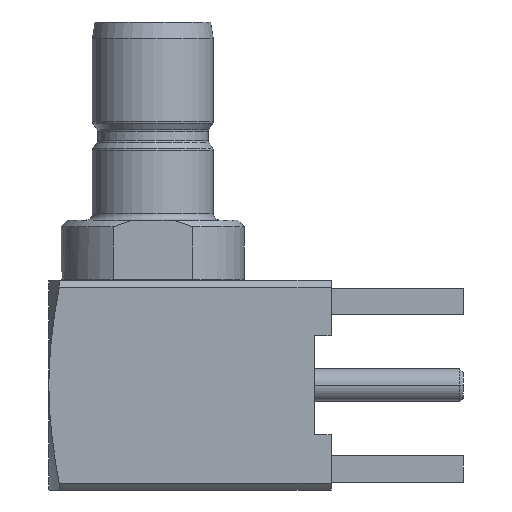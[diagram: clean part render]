
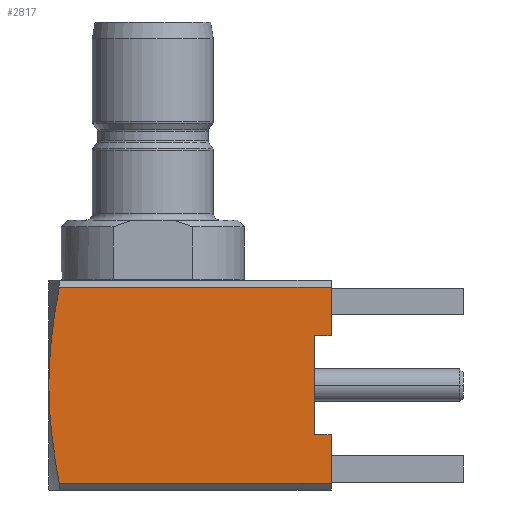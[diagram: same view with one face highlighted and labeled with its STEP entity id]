
A CAD part, left-side view. The second image highlights one B-rep face of the part: STEP entity #2817.
In plain terms, the highlighted planar face has unit normal (-1, 0, 0).
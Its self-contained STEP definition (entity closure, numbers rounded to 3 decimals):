
#12 = CARTESIAN_POINT ( 'NONE',  ( -3.175, 12.55, 0. ) ) ;
#95 = LINE ( 'NONE', #1507, #947 ) ;
#237 = DIRECTION ( 'NONE',  ( 0., -1., 0. ) ) ;
#291 = CARTESIAN_POINT ( 'NONE',  ( -3.175, 4., 1.5 ) ) ;
#403 = EDGE_CURVE ( 'NONE', #1030, #2797, #95, .T. ) ;
#410 = ORIENTED_EDGE ( 'NONE', *, *, #2646, .T. ) ;
#424 = CARTESIAN_POINT ( 'NONE',  ( -3.175, 12.235, 2.974 ) ) ;
#433 = LINE ( 'NONE', #2456, #844 ) ;
#490 = CARTESIAN_POINT ( 'NONE',  ( -3.175, 12.403, -1.994 ) ) ;
#491 = DIRECTION ( 'NONE',  ( 0., 1., 0. ) ) ;
#498 = CARTESIAN_POINT ( 'NONE',  ( -3.175, 4.5, 3.175 ) ) ;
#518 = CARTESIAN_POINT ( 'NONE',  ( -3.175, 12.55, 1.011 ) ) ;
#567 = EDGE_CURVE ( 'NONE', #2314, #2700, #2090, .T. ) ;
#580 = EDGE_CURVE ( 'NONE', #1354, #2884, #965, .T. ) ;
#656 = EDGE_CURVE ( 'NONE', #2700, #2896, #2954, .T. ) ;
#727 = CARTESIAN_POINT ( 'NONE',  ( -3.175, 12.235, -2.974 ) ) ;
#772 = FACE_OUTER_BOUND ( 'NONE', #2641, .T. ) ;
#844 = VECTOR ( 'NONE', #1583, 1000. ) ;
#947 = VECTOR ( 'NONE', #998, 1000. ) ;
#948 = PLANE ( 'NONE',  #1694 ) ;
#965 = LINE ( 'NONE', #1200, #1185 ) ;
#998 = DIRECTION ( 'NONE',  ( 0., 1., 0. ) ) ;
#1022 = CARTESIAN_POINT ( 'NONE',  ( -3.175, 4., -1.5 ) ) ;
#1030 = VERTEX_POINT ( 'NONE', #291 ) ;
#1039 = DIRECTION ( 'NONE',  ( 0., 0., 1. ) ) ;
#1081 = LINE ( 'NONE', #2422, #2360 ) ;
#1087 = LINE ( 'NONE', #1527, #2163 ) ;
#1185 = VECTOR ( 'NONE', #237, 1000. ) ;
#1200 = CARTESIAN_POINT ( 'NONE',  ( -3.175, 12.55, -1.5 ) ) ;
#1203 = CARTESIAN_POINT ( 'NONE',  ( -3.175, 4.5, -1.5 ) ) ;
#1271 = ORIENTED_EDGE ( 'NONE', *, *, #1829, .F. ) ;
#1291 = ORIENTED_EDGE ( 'NONE', *, *, #403, .F. ) ;
#1354 = VERTEX_POINT ( 'NONE', #1203 ) ;
#1371 = CARTESIAN_POINT ( 'NONE',  ( -3.175, 12.542, -0.504 ) ) ;
#1372 = LINE ( 'NONE', #1832, #2256 ) ;
#1393 = ORIENTED_EDGE ( 'NONE', *, *, #2000, .T. ) ;
#1424 = LINE ( 'NONE', #498, #1823 ) ;
#1473 = ORIENTED_EDGE ( 'NONE', *, *, #2905, .T. ) ;
#1507 = CARTESIAN_POINT ( 'NONE',  ( -3.175, 12.55, 1.5 ) ) ;
#1527 = CARTESIAN_POINT ( 'NONE',  ( -3.175, 4., 3.175 ) ) ;
#1583 = DIRECTION ( 'NONE',  ( 0., -1., 0. ) ) ;
#1615 = EDGE_CURVE ( 'NONE', #2314, #1729, #433, .T. ) ;
#1623 = ORIENTED_EDGE ( 'NONE', *, *, #567, .T. ) ;
#1626 = CARTESIAN_POINT ( 'NONE',  ( -3.175, 12.55, 0. ) ) ;
#1662 = CARTESIAN_POINT ( 'NONE',  ( -3.175, 4., -2.974 ) ) ;
#1672 = CARTESIAN_POINT ( 'NONE',  ( -3.175, 4.5, 1.5 ) ) ;
#1694 = AXIS2_PLACEMENT_3D ( 'NONE', #2150, #2844, #1702 ) ;
#1702 = DIRECTION ( 'NONE',  ( 0., 0., 1. ) ) ;
#1729 = VERTEX_POINT ( 'NONE', #2255 ) ;
#1797 = ORIENTED_EDGE ( 'NONE', *, *, #1615, .F. ) ;
#1823 = VECTOR ( 'NONE', #2079, 1000. ) ;
#1829 = EDGE_CURVE ( 'NONE', #2437, #2896, #1372, .T. ) ;
#1832 = CARTESIAN_POINT ( 'NONE',  ( -3.175, 0., -2.974 ) ) ;
#1846 = DIRECTION ( 'NONE',  ( 0., 0., 1. ) ) ;
#1861 = CARTESIAN_POINT ( 'NONE',  ( -3.175, 12.414, 1.996 ) ) ;
#1992 = CARTESIAN_POINT ( 'NONE',  ( -3.175, 12.235, -2.974 ) ) ;
#2000 = EDGE_CURVE ( 'NONE', #1354, #2797, #1424, .T. ) ;
#2053 = CARTESIAN_POINT ( 'NONE',  ( -3.175, 12.511, -1.003 ) ) ;
#2068 = CARTESIAN_POINT ( 'NONE',  ( -3.175, 12.55, 0. ) ) ;
#2069 = CARTESIAN_POINT ( 'NONE',  ( -3.175, 12.235, 2.974 ) ) ;
#2079 = DIRECTION ( 'NONE',  ( 0., 0., 1. ) ) ;
#2090 = B_SPLINE_CURVE_WITH_KNOTS ( 'NONE', 3,
 ( #2069, #1861, #518, #12 ),
 .UNSPECIFIED., .F., .F.,
 ( 4, 4 ),
 ( 0.006, 0.009 ),
 .UNSPECIFIED. ) ;
#2150 = CARTESIAN_POINT ( 'NONE',  ( -3.175, 12.55, 3.175 ) ) ;
#2163 = VECTOR ( 'NONE', #1846, 1000. ) ;
#2255 = CARTESIAN_POINT ( 'NONE',  ( -3.175, 4., 2.974 ) ) ;
#2256 = VECTOR ( 'NONE', #491, 1000. ) ;
#2284 = CARTESIAN_POINT ( 'NONE',  ( -3.175, 12.55, -0.251 ) ) ;
#2314 = VERTEX_POINT ( 'NONE', #424 ) ;
#2360 = VECTOR ( 'NONE', #1039, 1000. ) ;
#2422 = CARTESIAN_POINT ( 'NONE',  ( -3.175, 4., 3.175 ) ) ;
#2437 = VERTEX_POINT ( 'NONE', #1662 ) ;
#2456 = CARTESIAN_POINT ( 'NONE',  ( -3.175, 0., 2.974 ) ) ;
#2540 = CARTESIAN_POINT ( 'NONE',  ( -3.175, 12.488, -1.252 ) ) ;
#2567 = ORIENTED_EDGE ( 'NONE', *, *, #580, .F. ) ;
#2641 = EDGE_LOOP ( 'NONE', ( #1797, #1623, #2661, #1271, #1473, #2567, #1393, #1291, #410 ) ) ;
#2646 = EDGE_CURVE ( 'NONE', #1030, #1729, #1087, .T. ) ;
#2661 = ORIENTED_EDGE ( 'NONE', *, *, #656, .T. ) ;
#2700 = VERTEX_POINT ( 'NONE', #2068 ) ;
#2784 = CARTESIAN_POINT ( 'NONE',  ( -3.175, 12.325, -2.485 ) ) ;
#2797 = VERTEX_POINT ( 'NONE', #1672 ) ;
#2817 = ADVANCED_FACE ( 'NONE', ( #772 ), #948, .T. ) ;
#2844 = DIRECTION ( 'NONE',  ( -1., 0., 0. ) ) ;
#2884 = VERTEX_POINT ( 'NONE', #1022 ) ;
#2896 = VERTEX_POINT ( 'NONE', #1992 ) ;
#2905 = EDGE_CURVE ( 'NONE', #2437, #2884, #1081, .T. ) ;
#2954 = B_SPLINE_CURVE_WITH_KNOTS ( 'NONE', 3,
 ( #1626, #2284, #1371, #2053, #2540, #490, #2784, #727 ),
 .UNSPECIFIED., .F., .F.,
 ( 4, 2, 2, 4 ),
 ( 0.009, 0.01, 0.011, 0.012 ),
 .UNSPECIFIED. ) ;
